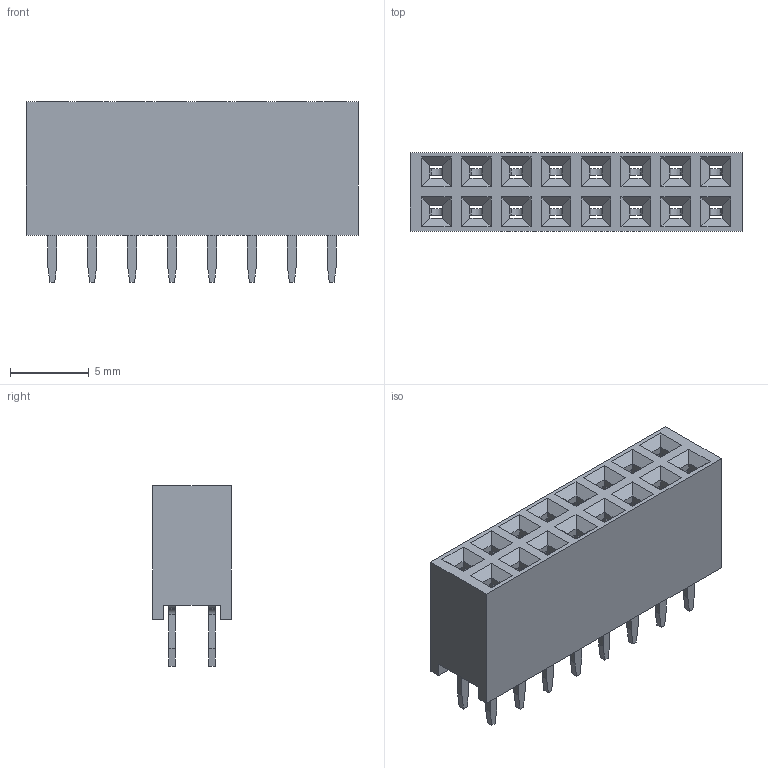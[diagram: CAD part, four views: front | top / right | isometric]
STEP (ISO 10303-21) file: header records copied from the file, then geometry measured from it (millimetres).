
FILE_DESCRIPTION(('STEP AP214'), '1');
FILE_NAME('DS1023-1x5SF11', '2017-07-15T12:29:09', ('Nobody'), (''), 'ASCON STEP Converter 1.3', 'ASCON Math Kernel', '');
FILE_SCHEMA(('AUTOMOTIVE_DESIGN { 1 0 10303 214 3 1 1}'));
Length unit declared in the file: millimetre
Assembly tree (17 placements, depth 2):
  (unnamed)
    (unnamed)
    (unnamed)  x16
Bounding box: 21.12 x 5 x 11.5 mm (x, y, z)
Volume: 700.5 mm3; surface area: 1867.4 mm2
Topology: 17 solids, 17 shells, 762 faces, 2168 edges, 1424 vertices
Faces by surface type: plane 586, cylinder 176
Entity records: 14339 total; most frequent: CARTESIAN_POINT 2002, ORIENTED_EDGE 1996, DIRECTION 1740, EDGE_CURVE 998, LINE 976, VECTOR 976, VERTEX_POINT 644, AXIS2_PLACEMENT_3D 382
